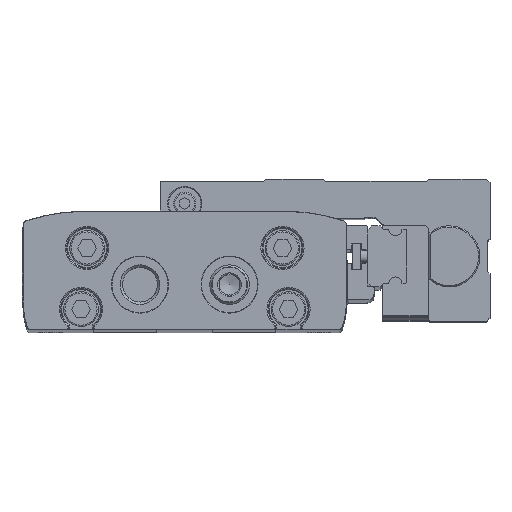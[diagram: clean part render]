
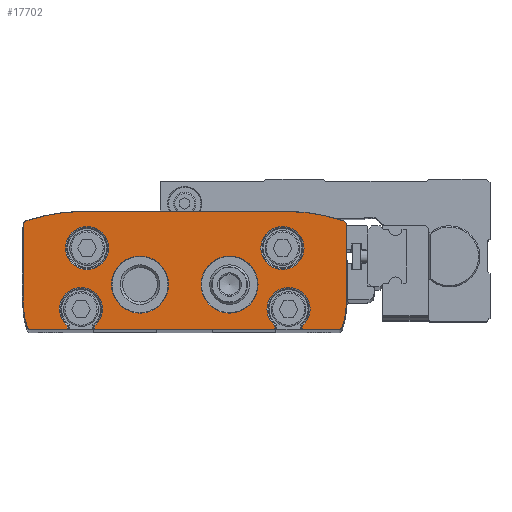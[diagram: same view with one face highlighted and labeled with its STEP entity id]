
A CAD part, top view. The second image highlights one B-rep face of the part: STEP entity #17702.
In plain terms, the highlighted planar face has unit normal (0, 0, 1).
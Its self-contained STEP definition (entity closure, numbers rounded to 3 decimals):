
#777=CIRCLE('',#21740,5.3);
#778=CIRCLE('',#21741,5.3);
#779=CIRCLE('',#21742,1.);
#780=CIRCLE('',#21743,21.);
#781=CIRCLE('',#21744,1.);
#782=CIRCLE('',#21745,45.);
#783=CIRCLE('',#21746,45.);
#784=CIRCLE('',#21747,1.);
#785=CIRCLE('',#21748,21.);
#786=CIRCLE('',#21749,1.);
#787=CIRCLE('',#21750,5.3);
#788=CIRCLE('',#21751,5.3);
#789=CIRCLE('',#21752,7.);
#790=CIRCLE('',#21753,7.);
#1785=ORIENTED_EDGE('',*,*,#6716,.F.);
#1786=ORIENTED_EDGE('',*,*,#6705,.T.);
#1787=ORIENTED_EDGE('',*,*,#6565,.T.);
#1788=ORIENTED_EDGE('',*,*,#6707,.F.);
#1789=ORIENTED_EDGE('',*,*,#6717,.F.);
#1790=ORIENTED_EDGE('',*,*,#6715,.T.);
#1791=ORIENTED_EDGE('',*,*,#6557,.T.);
#1792=ORIENTED_EDGE('',*,*,#6718,.T.);
#1793=ORIENTED_EDGE('',*,*,#6719,.T.);
#1794=ORIENTED_EDGE('',*,*,#6720,.T.);
#1795=ORIENTED_EDGE('',*,*,#6721,.T.);
#1796=ORIENTED_EDGE('',*,*,#6722,.T.);
#1797=ORIENTED_EDGE('',*,*,#6723,.T.);
#1798=ORIENTED_EDGE('',*,*,#6724,.T.);
#1799=ORIENTED_EDGE('',*,*,#6725,.T.);
#1800=ORIENTED_EDGE('',*,*,#6726,.T.);
#1801=ORIENTED_EDGE('',*,*,#6727,.T.);
#1802=ORIENTED_EDGE('',*,*,#6728,.T.);
#1803=ORIENTED_EDGE('',*,*,#6553,.T.);
#1804=ORIENTED_EDGE('',*,*,#6697,.F.);
#1805=ORIENTED_EDGE('',*,*,#6729,.F.);
#1806=ORIENTED_EDGE('',*,*,#6730,.F.);
#1807=ORIENTED_EDGE('',*,*,#6731,.F.);
#1808=ORIENTED_EDGE('',*,*,#6732,.F.);
#6553=EDGE_CURVE('',#9035,#9034,#10812,.T.);
#6557=EDGE_CURVE('',#9039,#9038,#10816,.T.);
#6565=EDGE_CURVE('',#9047,#9046,#10820,.T.);
#6697=EDGE_CURVE('',#9166,#9034,#10898,.T.);
#6705=EDGE_CURVE('',#9171,#9047,#10905,.T.);
#6707=EDGE_CURVE('',#9172,#9046,#10906,.T.);
#6715=EDGE_CURVE('',#9177,#9039,#10913,.T.);
#6716=EDGE_CURVE('',#9171,#9166,#777,.T.);
#6717=EDGE_CURVE('',#9177,#9172,#778,.T.);
#6718=EDGE_CURVE('',#9038,#9178,#779,.T.);
#6719=EDGE_CURVE('',#9178,#9179,#780,.T.);
#6720=EDGE_CURVE('',#9179,#9180,#10914,.T.);
#6721=EDGE_CURVE('',#9180,#9181,#781,.T.);
#6722=EDGE_CURVE('',#9181,#9182,#782,.T.);
#6723=EDGE_CURVE('',#9182,#9183,#10915,.T.);
#6724=EDGE_CURVE('',#9183,#9184,#783,.T.);
#6725=EDGE_CURVE('',#9184,#9185,#784,.T.);
#6726=EDGE_CURVE('',#9185,#9186,#10916,.T.);
#6727=EDGE_CURVE('',#9186,#9187,#785,.T.);
#6728=EDGE_CURVE('',#9187,#9035,#786,.T.);
#6729=EDGE_CURVE('',#9188,#9188,#787,.T.);
#6730=EDGE_CURVE('',#9189,#9189,#788,.T.);
#6731=EDGE_CURVE('',#9190,#9190,#789,.T.);
#6732=EDGE_CURVE('',#9191,#9191,#790,.T.);
#9034=VERTEX_POINT('',#29287);
#9035=VERTEX_POINT('',#29289);
#9038=VERTEX_POINT('',#29295);
#9039=VERTEX_POINT('',#29297);
#9046=VERTEX_POINT('',#29311);
#9047=VERTEX_POINT('',#29313);
#9166=VERTEX_POINT('',#29595);
#9171=VERTEX_POINT('',#29614);
#9172=VERTEX_POINT('',#29621);
#9177=VERTEX_POINT('',#29640);
#9178=VERTEX_POINT('',#29646);
#9179=VERTEX_POINT('',#29648);
#9180=VERTEX_POINT('',#29650);
#9181=VERTEX_POINT('',#29652);
#9182=VERTEX_POINT('',#29654);
#9183=VERTEX_POINT('',#29656);
#9184=VERTEX_POINT('',#29658);
#9185=VERTEX_POINT('',#29660);
#9186=VERTEX_POINT('',#29662);
#9187=VERTEX_POINT('',#29664);
#9188=VERTEX_POINT('',#29667);
#9189=VERTEX_POINT('',#29669);
#9190=VERTEX_POINT('',#29671);
#9191=VERTEX_POINT('',#29673);
#10812=LINE('',#29288,#12359);
#10816=LINE('',#29296,#12363);
#10820=LINE('',#29312,#12367);
#10898=LINE('',#29597,#12445);
#10905=LINE('',#29615,#12452);
#10906=LINE('',#29623,#12453);
#10913=LINE('',#29641,#12460);
#10914=LINE('',#29649,#12461);
#10915=LINE('',#29655,#12462);
#10916=LINE('',#29661,#12463);
#12359=VECTOR('',#23695,1000.);
#12363=VECTOR('',#23699,1000.);
#12367=VECTOR('',#23711,1000.);
#12445=VECTOR('',#23921,1000.);
#12452=VECTOR('',#23934,1000.);
#12453=VECTOR('',#23937,1000.);
#12460=VECTOR('',#23950,1000.);
#12461=VECTOR('',#23961,1000.);
#12462=VECTOR('',#23966,1000.);
#12463=VECTOR('',#23971,1000.);
#13946=EDGE_LOOP('',(#1785,#1786,#1787,#1788,#1789,#1790,#1791,#1792,#1793,
#1794,#1795,#1796,#1797,#1798,#1799,#1800,#1801,#1802,#1803,#1804));
#13947=EDGE_LOOP('',(#1805));
#13948=EDGE_LOOP('',(#1806));
#13949=EDGE_LOOP('',(#1807));
#13950=EDGE_LOOP('',(#1808));
#15535=FACE_BOUND('',#13946,.T.);
#15536=FACE_BOUND('',#13947,.T.);
#15537=FACE_BOUND('',#13948,.T.);
#15538=FACE_BOUND('',#13949,.T.);
#15539=FACE_BOUND('',#13950,.T.);
#17117=PLANE('',#21739);
#17702=ADVANCED_FACE('',(#15535,#15536,#15537,#15538,#15539),#17117,.T.);
#21739=AXIS2_PLACEMENT_3D('',#29642,#23951,#23952);
#21740=AXIS2_PLACEMENT_3D('',#29643,#23953,#23954);
#21741=AXIS2_PLACEMENT_3D('',#29644,#23955,#23956);
#21742=AXIS2_PLACEMENT_3D('',#29645,#23957,#23958);
#21743=AXIS2_PLACEMENT_3D('',#29647,#23959,#23960);
#21744=AXIS2_PLACEMENT_3D('',#29651,#23962,#23963);
#21745=AXIS2_PLACEMENT_3D('',#29653,#23964,#23965);
#21746=AXIS2_PLACEMENT_3D('',#29657,#23967,#23968);
#21747=AXIS2_PLACEMENT_3D('',#29659,#23969,#23970);
#21748=AXIS2_PLACEMENT_3D('',#29663,#23972,#23973);
#21749=AXIS2_PLACEMENT_3D('',#29665,#23974,#23975);
#21750=AXIS2_PLACEMENT_3D('',#29666,#23976,#23977);
#21751=AXIS2_PLACEMENT_3D('',#29668,#23978,#23979);
#21752=AXIS2_PLACEMENT_3D('',#29670,#23980,#23981);
#21753=AXIS2_PLACEMENT_3D('',#29672,#23982,#23983);
#23695=DIRECTION('',(1.,0.,0.));
#23699=DIRECTION('',(1.,0.,0.));
#23711=DIRECTION('',(1.,0.,0.));
#23921=DIRECTION('',(0.,-1.,0.));
#23934=DIRECTION('',(0.,-1.,0.));
#23937=DIRECTION('',(0.,-1.,0.));
#23950=DIRECTION('',(0.,-1.,0.));
#23951=DIRECTION('',(0.,0.,1.));
#23952=DIRECTION('',(1.,0.,0.));
#23953=DIRECTION('',(0.,0.,1.));
#23954=DIRECTION('',(1.,0.,0.));
#23955=DIRECTION('',(0.,0.,1.));
#23956=DIRECTION('',(1.,0.,0.));
#23957=DIRECTION('',(0.,0.,1.));
#23958=DIRECTION('',(1.,0.,0.));
#23959=DIRECTION('',(0.,0.,1.));
#23960=DIRECTION('',(1.,0.,0.));
#23961=DIRECTION('',(0.,1.,0.));
#23962=DIRECTION('',(0.,0.,1.));
#23963=DIRECTION('',(1.,0.,0.));
#23964=DIRECTION('',(0.,0.,1.));
#23965=DIRECTION('',(1.,0.,0.));
#23966=DIRECTION('',(-1.,0.,0.));
#23967=DIRECTION('',(0.,0.,1.));
#23968=DIRECTION('',(1.,0.,0.));
#23969=DIRECTION('',(0.,0.,1.));
#23970=DIRECTION('',(1.,0.,0.));
#23971=DIRECTION('',(0.,-1.,0.));
#23972=DIRECTION('',(0.,0.,1.));
#23973=DIRECTION('',(1.,0.,0.));
#23974=DIRECTION('',(0.,0.,1.));
#23975=DIRECTION('',(1.,0.,0.));
#23976=DIRECTION('',(0.,0.,1.));
#23977=DIRECTION('',(1.,0.,0.));
#23978=DIRECTION('',(0.,0.,1.));
#23979=DIRECTION('',(1.,0.,0.));
#23980=DIRECTION('',(0.,0.,1.));
#23981=DIRECTION('',(1.,0.,0.));
#23982=DIRECTION('',(0.,0.,1.));
#23983=DIRECTION('',(1.,0.,0.));
#29287=CARTESIAN_POINT('',(-28.9,0.,250.));
#29288=CARTESIAN_POINT('',(-37.779,0.,250.));
#29289=CARTESIAN_POINT('',(-37.779,0.,250.));
#29295=CARTESIAN_POINT('',(37.779,0.,250.));
#29296=CARTESIAN_POINT('',(-37.779,0.,250.));
#29297=CARTESIAN_POINT('',(28.9,0.,250.));
#29311=CARTESIAN_POINT('',(22.1,0.,250.));
#29312=CARTESIAN_POINT('',(-37.779,0.,250.));
#29313=CARTESIAN_POINT('',(-22.1,0.,250.));
#29595=CARTESIAN_POINT('',(-28.9,0.934,250.));
#29597=CARTESIAN_POINT('',(-28.9,5.,250.));
#29614=CARTESIAN_POINT('',(-22.1,0.934,250.));
#29615=CARTESIAN_POINT('',(-22.1,5.,250.));
#29621=CARTESIAN_POINT('',(22.1,0.934,250.));
#29623=CARTESIAN_POINT('',(22.1,5.,250.));
#29640=CARTESIAN_POINT('',(28.9,0.934,250.));
#29641=CARTESIAN_POINT('',(28.9,5.,250.));
#29642=CARTESIAN_POINT('',(-18.7,7.,250.));
#29643=CARTESIAN_POINT('',(-25.5,5.,250.));
#29644=CARTESIAN_POINT('',(25.5,5.,250.));
#29645=CARTESIAN_POINT('',(37.779,1.,250.));
#29646=CARTESIAN_POINT('',(38.733,0.7,250.));
#29647=CARTESIAN_POINT('',(18.7,7.,250.));
#29648=CARTESIAN_POINT('',(39.7,7.,250.));
#29649=CARTESIAN_POINT('',(39.7,7.,250.));
#29650=CARTESIAN_POINT('',(39.7,25.713,250.));
#29651=CARTESIAN_POINT('',(38.7,25.713,250.));
#29652=CARTESIAN_POINT('',(39.018,26.661,250.));
#29653=CARTESIAN_POINT('',(24.7,-16.,250.));
#29654=CARTESIAN_POINT('',(24.7,29.,250.));
#29655=CARTESIAN_POINT('',(24.7,29.,250.));
#29656=CARTESIAN_POINT('',(-24.7,29.,250.));
#29657=CARTESIAN_POINT('',(-24.7,-16.,250.));
#29658=CARTESIAN_POINT('',(-39.018,26.661,250.));
#29659=CARTESIAN_POINT('',(-38.7,25.713,250.));
#29660=CARTESIAN_POINT('',(-39.7,25.713,250.));
#29661=CARTESIAN_POINT('',(-39.7,25.713,250.));
#29662=CARTESIAN_POINT('',(-39.7,7.,250.));
#29663=CARTESIAN_POINT('',(-18.7,7.,250.));
#29664=CARTESIAN_POINT('',(-38.733,0.7,250.));
#29665=CARTESIAN_POINT('',(-37.779,1.,250.));
#29666=CARTESIAN_POINT('',(-24.,20.,250.));
#29667=CARTESIAN_POINT('',(-18.7,20.,250.));
#29668=CARTESIAN_POINT('',(24.,20.,250.));
#29669=CARTESIAN_POINT('',(29.3,20.,250.));
#29670=CARTESIAN_POINT('',(-11.,11.,250.));
#29671=CARTESIAN_POINT('',(-4.,11.,250.));
#29672=CARTESIAN_POINT('',(11.,11.,250.));
#29673=CARTESIAN_POINT('',(18.,11.,250.));
